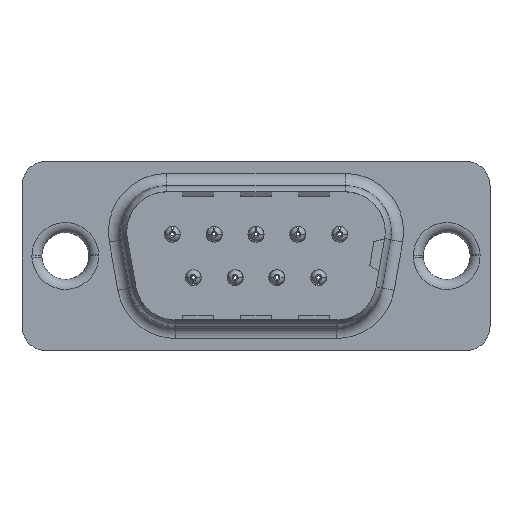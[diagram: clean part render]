
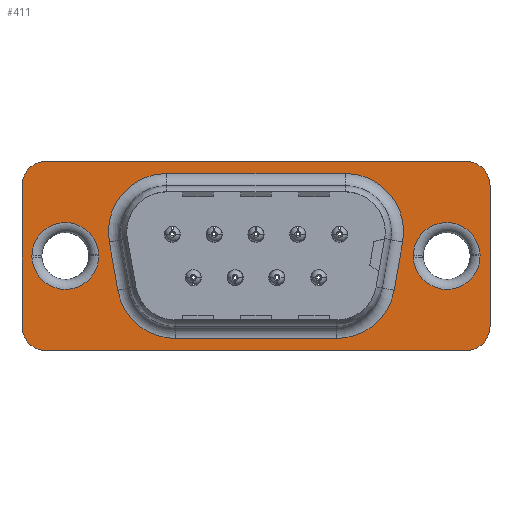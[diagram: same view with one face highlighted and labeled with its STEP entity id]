
A CAD part, top view. The second image highlights one B-rep face of the part: STEP entity #411.
In plain terms, the highlighted planar face has unit normal (0, 0, 1).
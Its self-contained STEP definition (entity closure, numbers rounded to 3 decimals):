
#411=ADVANCED_FACE('732',(#1955,#1956,#1957,#1958),#1959,.F.);
#1955=FACE_OUTER_BOUND('',#4892,.T.);
#1956=FACE_BOUND('',#4893,.T.);
#1957=FACE_BOUND('',#4894,.T.);
#1958=FACE_BOUND('',#4895,.T.);
#1959=PLANE('',#4896);
#4892=EDGE_LOOP('',(#11208,#11209,#11210,#11211,#11212,#11213,#11214,#11215));
#4893=EDGE_LOOP('',(#11216,#11217,#11218,#11219,#11220,#11221,#11222,#11223));
#4894=EDGE_LOOP('',(#11224,#11225,#11226,#11227));
#4895=EDGE_LOOP('',(#11228,#11229,#11230,#11231));
#4896=AXIS2_PLACEMENT_3D('',#11232,#11233,#11234);
#11208=ORIENTED_EDGE('',*,*,#18890,.F.);
#11209=ORIENTED_EDGE('',*,*,#18927,.F.);
#11210=ORIENTED_EDGE('',*,*,#18925,.F.);
#11211=ORIENTED_EDGE('',*,*,#18923,.F.);
#11212=ORIENTED_EDGE('',*,*,#18906,.F.);
#11213=ORIENTED_EDGE('',*,*,#18903,.F.);
#11214=ORIENTED_EDGE('',*,*,#18901,.F.);
#11215=ORIENTED_EDGE('',*,*,#18899,.F.);
#11216=ORIENTED_EDGE('',*,*,#18928,.F.);
#11217=ORIENTED_EDGE('',*,*,#18929,.F.);
#11218=ORIENTED_EDGE('',*,*,#18930,.F.);
#11219=ORIENTED_EDGE('',*,*,#18931,.F.);
#11220=ORIENTED_EDGE('',*,*,#18932,.F.);
#11221=ORIENTED_EDGE('',*,*,#18933,.F.);
#11222=ORIENTED_EDGE('',*,*,#18934,.F.);
#11223=ORIENTED_EDGE('',*,*,#18935,.F.);
#11224=ORIENTED_EDGE('',*,*,#18936,.T.);
#11225=ORIENTED_EDGE('',*,*,#18472,.T.);
#11226=ORIENTED_EDGE('',*,*,#18937,.T.);
#11227=ORIENTED_EDGE('',*,*,#18476,.T.);
#11228=ORIENTED_EDGE('',*,*,#18938,.T.);
#11229=ORIENTED_EDGE('',*,*,#18456,.T.);
#11230=ORIENTED_EDGE('',*,*,#18939,.T.);
#11231=ORIENTED_EDGE('',*,*,#18460,.T.);
#11232=CARTESIAN_POINT('',(0.0,0.0,0.43));
#11233=DIRECTION('',(0.0,0.0,-1.0));
#11234=DIRECTION('',(0.0,-1.0,0.0));
#18456=EDGE_CURVE('2945',#22212,#22216,#22218,.T.);
#18460=EDGE_CURVE('2943',#22220,#22224,#22226,.T.);
#18472=EDGE_CURVE('2941',#22244,#22248,#22250,.T.);
#18476=EDGE_CURVE('2939',#22252,#22256,#22258,.T.);
#18890=EDGE_CURVE('2706',#22978,#22980,#22981,.T.);
#18899=EDGE_CURVE('2699',#22980,#22993,#22994,.T.);
#18901=EDGE_CURVE('2700',#22993,#22996,#22997,.T.);
#18903=EDGE_CURVE('2701',#22996,#22999,#23000,.T.);
#18906=EDGE_CURVE('2702',#22999,#23004,#23005,.T.);
#18923=EDGE_CURVE('2703',#23004,#23029,#23030,.T.);
#18925=EDGE_CURVE('2704',#23029,#23032,#23033,.T.);
#18927=EDGE_CURVE('2705',#23032,#22978,#23035,.T.);
#18928=EDGE_CURVE('2889',#23036,#23037,#23038,.T.);
#18929=EDGE_CURVE('2887',#23039,#23036,#23040,.T.);
#18930=EDGE_CURVE('2885',#23041,#23039,#23042,.T.);
#18931=EDGE_CURVE('2883',#23043,#23041,#23044,.T.);
#18932=EDGE_CURVE('2881',#23045,#23043,#23046,.T.);
#18933=EDGE_CURVE('2879',#23047,#23045,#23048,.T.);
#18934=EDGE_CURVE('2877',#23049,#23047,#23050,.T.);
#18935=EDGE_CURVE('2875',#23037,#23049,#23051,.T.);
#18936=EDGE_CURVE('2941',#22256,#22244,#23052,.T.);
#18937=EDGE_CURVE('2939',#22248,#22252,#23053,.T.);
#18938=EDGE_CURVE('2945',#22224,#22212,#23054,.T.);
#18939=EDGE_CURVE('2943',#22216,#22220,#23055,.T.);
#22212=VERTEX_POINT('',#29092);
#22216=VERTEX_POINT('',#29096);
#22218=CIRCLE('',#29098,2.19);
#22220=VERTEX_POINT('',#29100);
#22224=VERTEX_POINT('',#29104);
#22226=CIRCLE('',#29106,2.19);
#22244=VERTEX_POINT('',#29124);
#22248=VERTEX_POINT('',#29128);
#22250=CIRCLE('',#29130,2.19);
#22252=VERTEX_POINT('',#29132);
#22256=VERTEX_POINT('',#29136);
#22258=CIRCLE('',#29138,2.19);
#22978=VERTEX_POINT('',#30342);
#22980=VERTEX_POINT('',#30345);
#22981=LINE('',#30346,#30347);
#22993=VERTEX_POINT('',#30367);
#22994=CIRCLE('',#30368,1.6);
#22996=VERTEX_POINT('',#30371);
#22997=LINE('',#30372,#30373);
#22999=VERTEX_POINT('',#30376);
#23000=CIRCLE('',#30377,1.6);
#23004=VERTEX_POINT('',#30383);
#23005=LINE('',#30384,#30385);
#23029=VERTEX_POINT('',#30425);
#23030=CIRCLE('',#30426,1.6);
#23032=VERTEX_POINT('',#30429);
#23033=LINE('',#30430,#30431);
#23035=CIRCLE('',#30434,1.6);
#23036=VERTEX_POINT('',#30435);
#23037=VERTEX_POINT('',#30436);
#23038=CIRCLE('',#30437,3.82);
#23039=VERTEX_POINT('',#30438);
#23040=LINE('',#30439,#30440);
#23041=VERTEX_POINT('',#30441);
#23042=CIRCLE('',#30442,3.82);
#23043=VERTEX_POINT('',#30443);
#23044=LINE('',#30444,#30445);
#23045=VERTEX_POINT('',#30446);
#23046=CIRCLE('',#30447,3.82);
#23047=VERTEX_POINT('',#30448);
#23048=LINE('',#30449,#30450);
#23049=VERTEX_POINT('',#30451);
#23050=CIRCLE('',#30452,3.82);
#23051=LINE('',#30453,#30454);
#23052=CIRCLE('',#30455,2.19);
#23053=CIRCLE('',#30456,2.19);
#23054=CIRCLE('',#30457,2.19);
#23055=CIRCLE('',#30458,2.19);
#29092=CARTESIAN_POINT('',(-10.308,0.113,0.43));
#29096=CARTESIAN_POINT('',(-10.305,0.0,0.43));
#29098=AXIS2_PLACEMENT_3D('',#37427,#37428,#37429);
#29100=CARTESIAN_POINT('',(-14.682,-0.113,0.43));
#29104=CARTESIAN_POINT('',(-14.685,0.0,0.43));
#29106=AXIS2_PLACEMENT_3D('',#37439,#37440,#37441);
#29124=CARTESIAN_POINT('',(14.682,0.113,0.43));
#29128=CARTESIAN_POINT('',(14.685,0.0,0.43));
#29130=AXIS2_PLACEMENT_3D('',#37475,#37476,#37477);
#29132=CARTESIAN_POINT('',(10.308,-0.113,0.43));
#29136=CARTESIAN_POINT('',(10.305,0.0,0.43));
#29138=AXIS2_PLACEMENT_3D('',#37487,#37488,#37489);
#30342=CARTESIAN_POINT('',(-13.735,6.21,0.43));
#30345=CARTESIAN_POINT('',(13.735,6.21,0.43));
#30346=CARTESIAN_POINT('',(-13.735,6.21,0.43));
#30347=VECTOR('',#38169,27.47);
#30367=CARTESIAN_POINT('',(15.335,4.61,0.43));
#30368=AXIS2_PLACEMENT_3D('',#38178,#38179,#38180);
#30371=CARTESIAN_POINT('',(15.335,-4.61,0.43));
#30372=CARTESIAN_POINT('',(15.335,4.61,0.43));
#30373=VECTOR('',#38182,9.22);
#30376=CARTESIAN_POINT('',(13.735,-6.21,0.43));
#30377=AXIS2_PLACEMENT_3D('',#38184,#38185,#38186);
#30383=CARTESIAN_POINT('',(-13.735,-6.21,0.43));
#30384=CARTESIAN_POINT('',(13.735,-6.21,0.43));
#30385=VECTOR('',#38189,27.47);
#30425=CARTESIAN_POINT('',(-15.335,-4.61,0.43));
#30426=AXIS2_PLACEMENT_3D('',#38206,#38207,#38208);
#30429=CARTESIAN_POINT('',(-15.335,4.61,0.43));
#30430=CARTESIAN_POINT('',(-15.335,-4.61,0.43));
#30431=VECTOR('',#38210,9.22);
#30434=AXIS2_PLACEMENT_3D('',#38212,#38213,#38214);
#30435=CARTESIAN_POINT('',(-9.053,-2.248,0.43));
#30436=CARTESIAN_POINT('',(-5.291,-5.405,0.43));
#30437=AXIS2_PLACEMENT_3D('',#38215,#38216,#38217);
#30438=CARTESIAN_POINT('',(-9.612,0.922,0.43));
#30439=CARTESIAN_POINT('',(-9.612,0.922,0.43));
#30440=VECTOR('',#38218,3.219);
#30441=CARTESIAN_POINT('',(-5.85,5.405,0.43));
#30442=AXIS2_PLACEMENT_3D('',#38219,#38220,#38221);
#30443=CARTESIAN_POINT('',(5.85,5.405,0.43));
#30444=CARTESIAN_POINT('',(5.85,5.405,0.43));
#30445=VECTOR('',#38222,11.7);
#30446=CARTESIAN_POINT('',(9.612,0.922,0.43));
#30447=AXIS2_PLACEMENT_3D('',#38223,#38224,#38225);
#30448=CARTESIAN_POINT('',(9.053,-2.248,0.43));
#30449=CARTESIAN_POINT('',(9.053,-2.248,0.43));
#30450=VECTOR('',#38226,3.219);
#30451=CARTESIAN_POINT('',(5.291,-5.405,0.43));
#30452=AXIS2_PLACEMENT_3D('',#38227,#38228,#38229);
#30453=CARTESIAN_POINT('',(-5.291,-5.405,0.43));
#30454=VECTOR('',#38230,10.582);
#30455=AXIS2_PLACEMENT_3D('',#38231,#38232,#38233);
#30456=AXIS2_PLACEMENT_3D('',#38234,#38235,#38236);
#30457=AXIS2_PLACEMENT_3D('',#38237,#38238,#38239);
#30458=AXIS2_PLACEMENT_3D('',#38240,#38241,#38242);
#37427=CARTESIAN_POINT('',(-12.495,0.0,0.43));
#37428=DIRECTION('',(0.0,0.0,-1.0));
#37429=DIRECTION('',(-1.0,0.0,0.0));
#37439=CARTESIAN_POINT('',(-12.495,0.0,0.43));
#37440=DIRECTION('',(0.0,0.0,-1.0));
#37441=DIRECTION('',(1.0,0.0,0.0));
#37475=CARTESIAN_POINT('',(12.495,0.0,0.43));
#37476=DIRECTION('',(0.0,0.0,-1.0));
#37477=DIRECTION('',(-1.0,0.0,0.0));
#37487=CARTESIAN_POINT('',(12.495,0.0,0.43));
#37488=DIRECTION('',(0.0,0.0,-1.0));
#37489=DIRECTION('',(1.0,0.0,0.0));
#38169=DIRECTION('',(1.0,0.0,0.0));
#38178=CARTESIAN_POINT('',(13.735,4.61,0.43));
#38179=DIRECTION('',(0.0,0.0,-1.0));
#38180=DIRECTION('',(0.0,1.0,0.0));
#38182=DIRECTION('',(0.0,-1.0,0.0));
#38184=CARTESIAN_POINT('',(13.735,-4.61,0.43));
#38185=DIRECTION('',(0.0,0.0,-1.0));
#38186=DIRECTION('',(1.0,0.0,0.0));
#38189=DIRECTION('',(-1.0,0.0,0.0));
#38206=CARTESIAN_POINT('',(-13.735,-4.61,0.43));
#38207=DIRECTION('',(0.0,0.0,-1.0));
#38208=DIRECTION('',(0.0,-1.0,0.0));
#38210=DIRECTION('',(0.0,1.0,0.0));
#38212=CARTESIAN_POINT('',(-13.735,4.61,0.43));
#38213=DIRECTION('',(0.0,0.0,-1.0));
#38214=DIRECTION('',(-1.0,0.0,0.0));
#38215=CARTESIAN_POINT('',(-5.291,-1.585,0.43));
#38216=DIRECTION('',(0.0,0.0,1.0));
#38217=DIRECTION('',(-0.985,-0.174,0.0));
#38218=DIRECTION('',(0.174,-0.985,0.0));
#38219=CARTESIAN_POINT('',(-5.85,1.585,0.43));
#38220=DIRECTION('',(0.0,-0.0,1.0));
#38221=DIRECTION('',(0.0,1.0,0.0));
#38222=DIRECTION('',(-1.0,0.,0.0));
#38223=CARTESIAN_POINT('',(5.85,1.585,0.43));
#38224=DIRECTION('',(0.0,0.0,1.0));
#38225=DIRECTION('',(0.985,-0.174,0.0));
#38226=DIRECTION('',(0.174,0.985,0.0));
#38227=CARTESIAN_POINT('',(5.291,-1.585,0.43));
#38228=DIRECTION('',(0.0,0.0,1.0));
#38229=DIRECTION('',(0.0,-1.0,0.0));
#38230=DIRECTION('',(1.0,0.,0.0));
#38231=CARTESIAN_POINT('',(12.495,0.0,0.43));
#38232=DIRECTION('',(0.0,0.0,-1.0));
#38233=DIRECTION('',(-1.0,0.0,0.0));
#38234=CARTESIAN_POINT('',(12.495,0.0,0.43));
#38235=DIRECTION('',(0.0,0.0,-1.0));
#38236=DIRECTION('',(1.0,0.0,0.0));
#38237=CARTESIAN_POINT('',(-12.495,0.0,0.43));
#38238=DIRECTION('',(0.0,0.0,-1.0));
#38239=DIRECTION('',(-1.0,0.0,0.0));
#38240=CARTESIAN_POINT('',(-12.495,0.0,0.43));
#38241=DIRECTION('',(0.0,0.0,-1.0));
#38242=DIRECTION('',(1.0,0.0,0.0));
